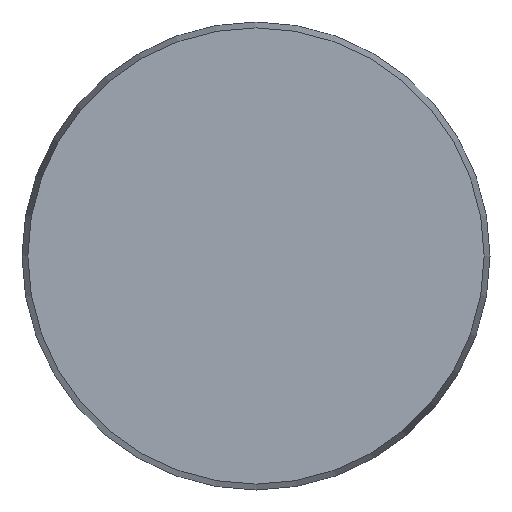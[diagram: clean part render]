
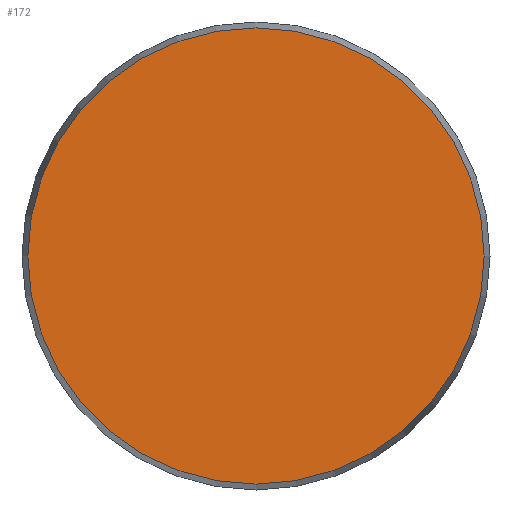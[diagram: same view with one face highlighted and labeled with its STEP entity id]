
A CAD part, front view. The second image highlights one B-rep face of the part: STEP entity #172.
In plain terms, the highlighted planar face has unit normal (0, -1, 0).
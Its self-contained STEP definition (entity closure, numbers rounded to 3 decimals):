
#172 = ADVANCED_FACE( '', ( #359 ), #360, .F. );
#359 = FACE_OUTER_BOUND( '', #588, .T. );
#360 = PLANE( '', #589 );
#588 = EDGE_LOOP( '', ( #1025 ) );
#589 = AXIS2_PLACEMENT_3D( '', #1026, #1027, #1028 );
#1025 = ORIENTED_EDGE( '', *, *, #1190, .T. );
#1026 = CARTESIAN_POINT( '', ( 58.5, 0., 0. ) );
#1027 = DIRECTION( '', ( 0., 1., 0. ) );
#1028 = DIRECTION( '', ( 0., 0., 1. ) );
#1190 = EDGE_CURVE( '', #1411, #1411, #1412, .T. );
#1411 = VERTEX_POINT( '', #1819 );
#1412 = CIRCLE( '', #1820, 58.5 );
#1819 = CARTESIAN_POINT( '', ( 0., 0., -58.5 ) );
#1820 = AXIS2_PLACEMENT_3D( '', #2154, #2155, #2156 );
#2154 = CARTESIAN_POINT( '', ( 0., 0., 0. ) );
#2155 = DIRECTION( '', ( 0., -1., 0. ) );
#2156 = DIRECTION( '', ( 0., 0., -1. ) );
